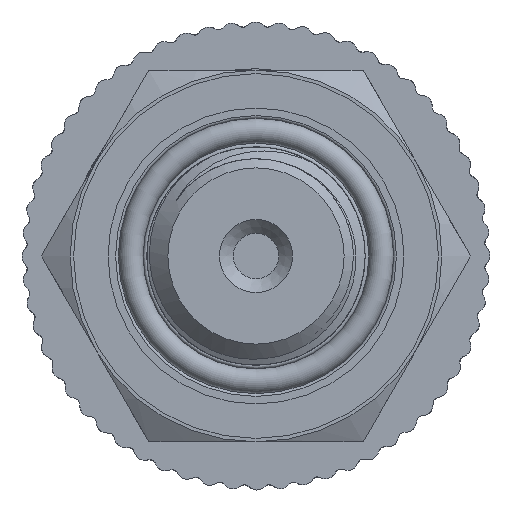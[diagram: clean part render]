
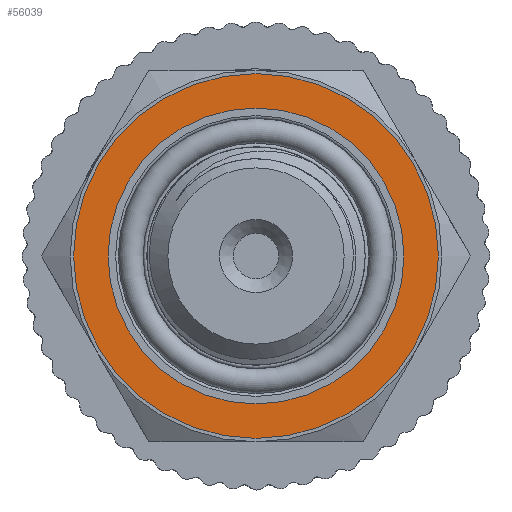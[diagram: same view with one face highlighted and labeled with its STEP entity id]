
A CAD part, left-side view. The second image highlights one B-rep face of the part: STEP entity #56039.
In plain terms, the highlighted planar face has unit normal (-1, 0, 0).
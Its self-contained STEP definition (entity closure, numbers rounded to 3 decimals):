
#5392=PLANE('',#59462);
#7540=FACE_BOUND('',#11857,.T.);
#8298=FACE_OUTER_BOUND('',#11856,.T.);
#11856=EDGE_LOOP('',(#39082));
#11857=EDGE_LOOP('',(#39083));
#15476=CIRCLE('',#59400,13.25);
#15512=CIRCLE('',#59461,10.75);
#22950=VERTEX_POINT('',#93355);
#22985=VERTEX_POINT('',#95715);
#29106=EDGE_CURVE('',#22950,#22950,#15476,.T.);
#29167=EDGE_CURVE('',#22985,#22985,#15512,.T.);
#39082=ORIENTED_EDGE('',*,*,#29106,.T.);
#39083=ORIENTED_EDGE('',*,*,#29167,.T.);
#56039=ADVANCED_FACE('',(#8298,#7540),#5392,.T.);
#59400=AXIS2_PLACEMENT_3D('',#93356,#67544,#67545);
#59461=AXIS2_PLACEMENT_3D('',#95716,#67677,#67678);
#59462=AXIS2_PLACEMENT_3D('',#95718,#67680,#67681);
#67544=DIRECTION('center_axis',(-1.,0.,0.));
#67545=DIRECTION('ref_axis',(0.,1.,0.));
#67677=DIRECTION('center_axis',(1.,0.,0.));
#67678=DIRECTION('ref_axis',(0.,0.,-1.));
#67680=DIRECTION('center_axis',(-1.,0.,0.));
#67681=DIRECTION('ref_axis',(0.,0.,1.));
#93355=CARTESIAN_POINT('',(-48.,-13.25,0.));
#93356=CARTESIAN_POINT('Origin',(-48.,0.,0.));
#95715=CARTESIAN_POINT('',(-48.,-10.75,0.));
#95716=CARTESIAN_POINT('Origin',(-48.,0.,0.));
#95718=CARTESIAN_POINT('Origin',(-48.,13.5,0.));
